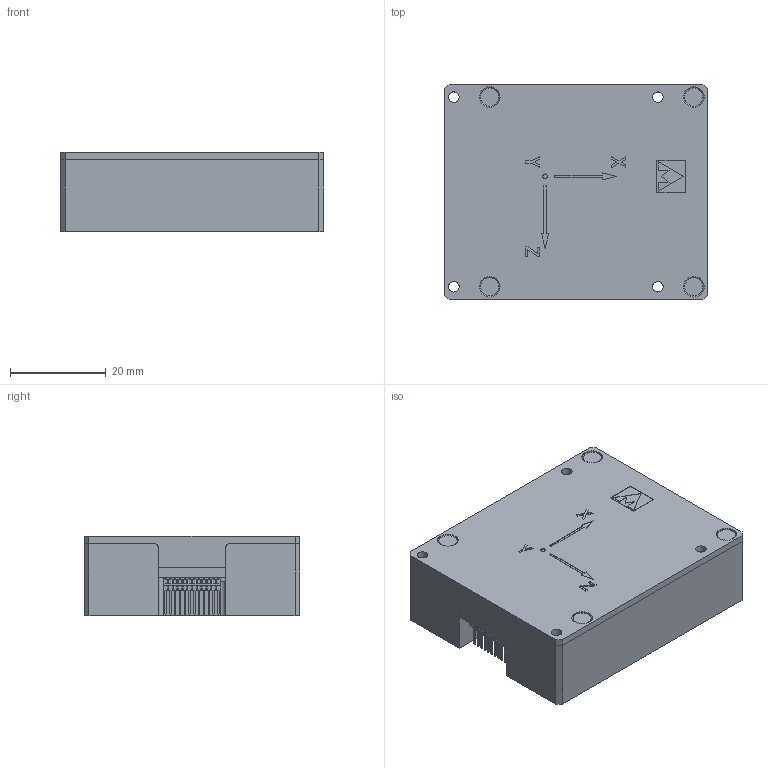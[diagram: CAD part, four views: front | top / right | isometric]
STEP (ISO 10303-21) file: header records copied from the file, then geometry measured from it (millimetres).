
FILE_DESCRIPTION (( 'STEP AP214' ), '1' );
FILE_NAME ('眒忣.468389.007 昈迒.STEP', '2023-06-19T07:02:11', ( '' ), ( '' ), 'SwSTEP 2.0', 'SolidWorks 2019', '' );
FILE_SCHEMA (( 'AUTOMOTIVE_DESIGN' ));
Length unit declared in the file: millimetre
Products named in the file (8): 已蔬.741512.013 署赅; Symbols.stp; SC GOST 7046_gost_���� � ��⠩��� �������� ���� � ��� 7046-1-M2x3-4.8; SP2-024-H51_B-55_00.stp; 眒忣.731171.001 扻豵鵨; 2.stp; 眒忣.468389.007 昈迒; 櫻蠉錪333^栖闉罻5
Assembly tree (10 placements, depth 4):
  眒忣.468389.007 昈迒
    眒忣.731171.001 扻豵鵨
    2.stp
      Symbols.stp
        SP2-024-H51_B-55_00.stp
    已蔬.741512.013 署赅
    SC GOST 7046_gost_���� � ��⠩��� �������� ���� � ��� 7046-1-M2x3-4.8  x4
    櫻蠉錪333^栖闉罻5
Bounding box: 55 x 45 x 16.5 mm (x, y, z)
Volume: 15829.6 mm3; surface area: 18529 mm2
Topology: 8 solids, 8 shells, 1126 faces, 2857 edges, 1803 vertices
Faces by surface type: plane 941, cylinder 153, cone 32
Entity records: 34778 total; most frequent: CARTESIAN_POINT 5730, ORIENTED_EDGE 5614, DIRECTION 5376, EDGE_CURVE 2807, LINE 2466, VECTOR 2466, VERTEX_POINT 1779, AXIS2_PLACEMENT_3D 1455
